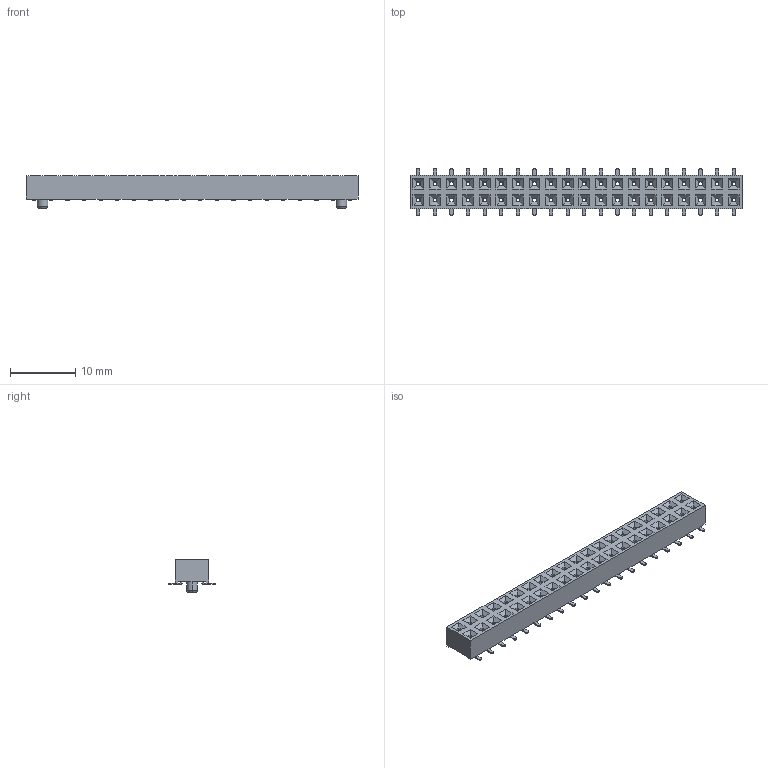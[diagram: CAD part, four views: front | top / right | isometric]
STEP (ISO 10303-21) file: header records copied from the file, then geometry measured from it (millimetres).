
FILE_DESCRIPTION(('FreeCAD Model'),'2;1');
FILE_NAME('Fusion.step','2019-10-08T12:42:21',( 'kicad StepUp'),('ksu MCAD'),'Open CASCADE STEP processor 7.3', 'FreeCAD','Unknown');
FILE_SCHEMA(('AUTOMOTIVE_DESIGN { 1 0 10303 214 1 1 1 1 }'));
Products named in the file (1): Fusion
Bounding box: 50.8 x 7.2 x 4.95 mm (x, y, z)
Volume: 741.8 mm3; surface area: 1830.2 mm2
Topology: 1 solids, 1 shells, 2220 faces, 6564 edges, 4148 vertices
Faces by surface type: plane 1652, cylinder 564, torus 4
Entity records: 88945 total; most frequent: ORIENTED_EDGE 13128, CARTESIAN_POINT 12933, DIRECTION 12142, EDGE_CURVE 6564, LINE 5428, VECTOR 5428, VERTEX_POINT 4148, AXIS2_PLACEMENT_3D 3357
